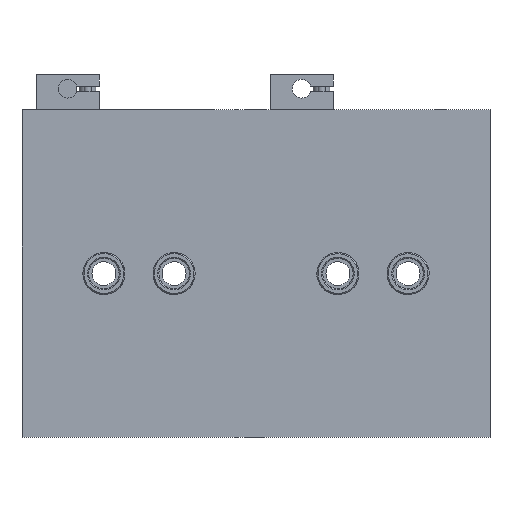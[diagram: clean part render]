
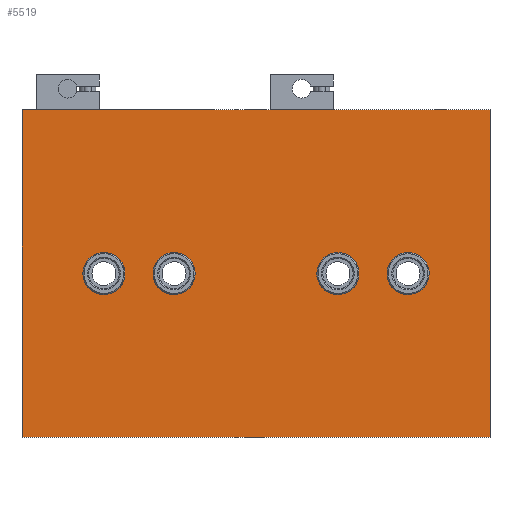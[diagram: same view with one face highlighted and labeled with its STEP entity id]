
A CAD part, front view. The second image highlights one B-rep face of the part: STEP entity #5519.
In plain terms, the highlighted planar face has unit normal (0, -1, 0).
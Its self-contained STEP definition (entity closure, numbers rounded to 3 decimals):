
#2625 = EDGE_CURVE ( 'NONE', #3739, #3740, #18140, .T. ) ;
#2629 = EDGE_CURVE ( 'NONE', #3743, #3744, #18147, .T. ) ;
#3739 = VERTEX_POINT ( 'NONE', #21749 ) ;
#3740 = VERTEX_POINT ( 'NONE', #21750 ) ;
#3743 = VERTEX_POINT ( 'NONE', #21753 ) ;
#3744 = VERTEX_POINT ( 'NONE', #21754 ) ;
#3747 = VERTEX_POINT ( 'NONE', #21757 ) ;
#3748 = VERTEX_POINT ( 'NONE', #21758 ) ;
#3751 = VERTEX_POINT ( 'NONE', #21761 ) ;
#3752 = VERTEX_POINT ( 'NONE', #21762 ) ;
#3921 = VERTEX_POINT ( 'NONE', #21931 ) ;
#3922 = VERTEX_POINT ( 'NONE', #21932 ) ;
#3928 = VERTEX_POINT ( 'NONE', #21938 ) ;
#3929 = VERTEX_POINT ( 'NONE', #21939 ) ;
#4320 = EDGE_CURVE ( 'NONE', #3747, #3748, #21168, .T. ) ;
#4324 = EDGE_CURVE ( 'NONE', #3751, #3752, #21174, .T. ) ;
#4539 = EDGE_CURVE ( 'NONE', #3922, #3921, #29165, .T. ) ;
#4547 = EDGE_CURVE ( 'NONE', #3752, #3751, #29188, .T. ) ;
#4548 = EDGE_CURVE ( 'NONE', #3928, #3921, #29181, .T. ) ;
#4550 = EDGE_CURVE ( 'NONE', #3748, #3747, #29192, .T. ) ;
#4551 = EDGE_CURVE ( 'NONE', #3740, #3739, #29194, .T. ) ;
#4552 = EDGE_CURVE ( 'NONE', #3744, #3743, #29196, .T. ) ;
#4553 = EDGE_CURVE ( 'NONE', #3929, #3922, #29191, .T. ) ;
#4554 = EDGE_CURVE ( 'NONE', #3929, #3928, #29197, .T. ) ;
#5519 = ADVANCED_FACE ( 'NONE', ( #23031, #23029, #23033, #23035, #23032 ), #23957, .T. ) ;
#5645 = ORIENTED_EDGE ( 'NONE', *, *, #4551, .F. ) ;
#5646 = ORIENTED_EDGE ( 'NONE', *, *, #2625, .F. ) ;
#5647 = ORIENTED_EDGE ( 'NONE', *, *, #4552, .F. ) ;
#5648 = ORIENTED_EDGE ( 'NONE', *, *, #2629, .F. ) ;
#5649 = ORIENTED_EDGE ( 'NONE', *, *, #4550, .F. ) ;
#5650 = ORIENTED_EDGE ( 'NONE', *, *, #4320, .F. ) ;
#5651 = ORIENTED_EDGE ( 'NONE', *, *, #4547, .F. ) ;
#5652 = ORIENTED_EDGE ( 'NONE', *, *, #4324, .F. ) ;
#5653 = ORIENTED_EDGE ( 'NONE', *, *, #4539, .T. ) ;
#5654 = ORIENTED_EDGE ( 'NONE', *, *, #4548, .F. ) ;
#5655 = ORIENTED_EDGE ( 'NONE', *, *, #4554, .F. ) ;
#5656 = ORIENTED_EDGE ( 'NONE', *, *, #4553, .T. ) ;
#13792 = AXIS2_PLACEMENT_3D ( 'NONE', #17919, #17922, #17923 ) ;
#13794 = AXIS2_PLACEMENT_3D ( 'NONE', #17929, #17932, #17933 ) ;
#14353 = AXIS2_PLACEMENT_3D ( 'NONE', #22007, #22010, #22011 ) ;
#14365 = AXIS2_PLACEMENT_3D ( 'NONE', #22019, #22020, #22021 ) ;
#14451 = AXIS2_PLACEMENT_3D ( 'NONE', #22742, #22757, #22758 ) ;
#14454 = AXIS2_PLACEMENT_3D ( 'NONE', #22745, #22750, #22751 ) ;
#14455 = AXIS2_PLACEMENT_3D ( 'NONE', #22749, #22760, #22761 ) ;
#14456 = AXIS2_PLACEMENT_3D ( 'NONE', #22756, #22762, #22763 ) ;
#14554 = AXIS2_PLACEMENT_3D ( 'NONE', #23958, #23967, #23968 ) ;
#17919 = CARTESIAN_POINT ( 'NONE',  ( 65., -50., 0. ) ) ;
#17922 = DIRECTION ( 'NONE',  ( 0., -1., 0. ) ) ;
#17923 = DIRECTION ( 'NONE',  ( 0., 0., -1. ) ) ;
#17929 = CARTESIAN_POINT ( 'NONE',  ( 35., -50., 0. ) ) ;
#17932 = DIRECTION ( 'NONE',  ( 0., -1., 0. ) ) ;
#17933 = DIRECTION ( 'NONE',  ( 0., 0., -1. ) ) ;
#18140 = CIRCLE ( 'NONE', #13792, 9. ) ;
#18147 = CIRCLE ( 'NONE', #13794, 9. ) ;
#21168 = CIRCLE ( 'NONE', #14353, 9. ) ;
#21174 = CIRCLE ( 'NONE', #14365, 9. ) ;
#21749 = CARTESIAN_POINT ( 'NONE',  ( 65., -50., 9. ) ) ;
#21750 = CARTESIAN_POINT ( 'NONE',  ( 65., -50., -9. ) ) ;
#21753 = CARTESIAN_POINT ( 'NONE',  ( 35., -50., 9. ) ) ;
#21754 = CARTESIAN_POINT ( 'NONE',  ( 35., -50., -9. ) ) ;
#21757 = CARTESIAN_POINT ( 'NONE',  ( -35., -50., 9. ) ) ;
#21758 = CARTESIAN_POINT ( 'NONE',  ( -35., -50., -9. ) ) ;
#21761 = CARTESIAN_POINT ( 'NONE',  ( -65., -50., 9. ) ) ;
#21762 = CARTESIAN_POINT ( 'NONE',  ( -65., -50., -9. ) ) ;
#21931 = CARTESIAN_POINT ( 'NONE',  ( 100., -50., 70. ) ) ;
#21932 = CARTESIAN_POINT ( 'NONE',  ( 100., -50., -70. ) ) ;
#21938 = CARTESIAN_POINT ( 'NONE',  ( -100., -50., 70. ) ) ;
#21939 = CARTESIAN_POINT ( 'NONE',  ( -100., -50., -70. ) ) ;
#22007 = CARTESIAN_POINT ( 'NONE',  ( -35., -50., 0. ) ) ;
#22010 = DIRECTION ( 'NONE',  ( 0., -1., 0. ) ) ;
#22011 = DIRECTION ( 'NONE',  ( 0., 0., -1. ) ) ;
#22019 = CARTESIAN_POINT ( 'NONE',  ( -65., -50., 0. ) ) ;
#22020 = DIRECTION ( 'NONE',  ( 0., -1., 0. ) ) ;
#22021 = DIRECTION ( 'NONE',  ( 0., 0., -1. ) ) ;
#22728 = CARTESIAN_POINT ( 'NONE',  ( 100., -50., -70. ) ) ;
#22733 = DIRECTION ( 'NONE',  ( 0., 0., 1. ) ) ;
#22742 = CARTESIAN_POINT ( 'NONE',  ( -35., -50., 0. ) ) ;
#22745 = CARTESIAN_POINT ( 'NONE',  ( -65., -50., 0. ) ) ;
#22749 = CARTESIAN_POINT ( 'NONE',  ( 65., -50., 0. ) ) ;
#22750 = DIRECTION ( 'NONE',  ( 0., -1., 0. ) ) ;
#22751 = DIRECTION ( 'NONE',  ( 0., 0., -1. ) ) ;
#22752 = CARTESIAN_POINT ( 'NONE',  ( -100., -50., 70. ) ) ;
#22753 = DIRECTION ( 'NONE',  ( 1., 0., 0. ) ) ;
#22756 = CARTESIAN_POINT ( 'NONE',  ( 35., -50., 0. ) ) ;
#22757 = DIRECTION ( 'NONE',  ( 0., -1., 0. ) ) ;
#22758 = DIRECTION ( 'NONE',  ( 0., 0., -1. ) ) ;
#22760 = DIRECTION ( 'NONE',  ( 0., -1., 0. ) ) ;
#22761 = DIRECTION ( 'NONE',  ( 0., 0., -1. ) ) ;
#22762 = DIRECTION ( 'NONE',  ( 0., -1., 0. ) ) ;
#22763 = DIRECTION ( 'NONE',  ( 0., 0., -1. ) ) ;
#22764 = CARTESIAN_POINT ( 'NONE',  ( -100., -50., -70. ) ) ;
#22765 = DIRECTION ( 'NONE',  ( 1., 0., 0. ) ) ;
#22766 = CARTESIAN_POINT ( 'NONE',  ( -100., -50., -70. ) ) ;
#22767 = DIRECTION ( 'NONE',  ( 0., 0., 1. ) ) ;
#23029 = FACE_BOUND ( 'NONE', #28669, .T. ) ;
#23031 = FACE_BOUND ( 'NONE', #28665, .T. ) ;
#23032 = FACE_OUTER_BOUND ( 'NONE', #28672, .T. ) ;
#23033 = FACE_BOUND ( 'NONE', #28670, .T. ) ;
#23035 = FACE_BOUND ( 'NONE', #28671, .T. ) ;
#23957 = PLANE ( 'NONE',  #14554 ) ;
#23958 = CARTESIAN_POINT ( 'NONE',  ( -100., -50., -70. ) ) ;
#23967 = DIRECTION ( 'NONE',  ( 0., -1., 0. ) ) ;
#23968 = DIRECTION ( 'NONE',  ( 0., 0., -1. ) ) ;
#28665 = EDGE_LOOP ( 'NONE', ( #5645, #5646 ) ) ;
#28669 = EDGE_LOOP ( 'NONE', ( #5647, #5648 ) ) ;
#28670 = EDGE_LOOP ( 'NONE', ( #5649, #5650 ) ) ;
#28671 = EDGE_LOOP ( 'NONE', ( #5651, #5652 ) ) ;
#28672 = EDGE_LOOP ( 'NONE', ( #5653, #5654, #5655, #5656 ) ) ;
#29165 = LINE ( 'NONE', #22728, #29172 ) ;
#29172 = VECTOR ( 'NONE', #22733, 1000. ) ;
#29179 = VECTOR ( 'NONE', #22753, 1000. ) ;
#29181 = LINE ( 'NONE', #22752, #29179 ) ;
#29188 = CIRCLE ( 'NONE', #14454, 9. ) ;
#29191 = LINE ( 'NONE', #22764, #29193 ) ;
#29192 = CIRCLE ( 'NONE', #14451, 9. ) ;
#29193 = VECTOR ( 'NONE', #22765, 1000. ) ;
#29194 = CIRCLE ( 'NONE', #14455, 9. ) ;
#29196 = CIRCLE ( 'NONE', #14456, 9. ) ;
#29197 = LINE ( 'NONE', #22766, #29198 ) ;
#29198 = VECTOR ( 'NONE', #22767, 1000. ) ;
